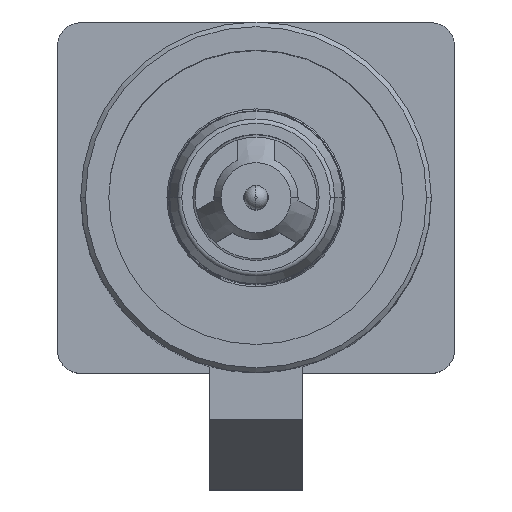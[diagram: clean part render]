
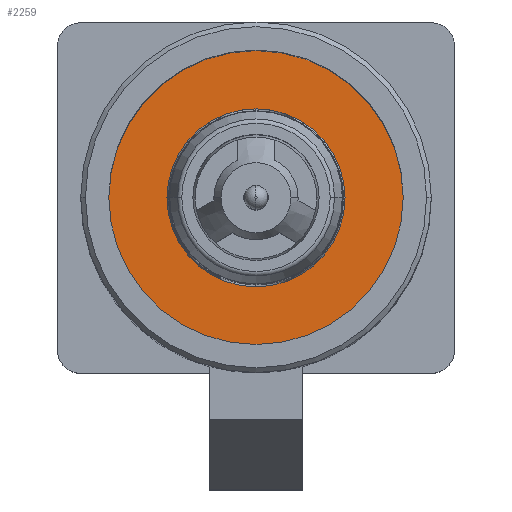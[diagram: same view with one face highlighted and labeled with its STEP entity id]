
A CAD part, top view. The second image highlights one B-rep face of the part: STEP entity #2259.
In plain terms, the highlighted planar face has unit normal (0, 0, 1).
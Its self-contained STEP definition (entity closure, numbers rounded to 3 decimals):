
#735 = CARTESIAN_POINT ( 'NONE',  ( 0., 0., 3.5 ) ) ;
#743 = FACE_OUTER_BOUND ( 'NONE', #11570, .T. ) ;
#781 = AXIS2_PLACEMENT_3D ( 'NONE', #7691, #17493, #9090 ) ;
#1635 = CARTESIAN_POINT ( 'NONE',  ( 1.905, 0., 3.5 ) ) ;
#2128 = DIRECTION ( 'NONE',  ( 1., 0., 0. ) ) ;
#2259 = ADVANCED_FACE ( 'NONE', ( #743, #11878 ), #14965, .T. ) ;
#2592 = EDGE_CURVE ( 'NONE', #16669, #12129, #7082, .T. ) ;
#2636 = CIRCLE ( 'NONE', #9190, 1.905 ) ;
#4396 = CARTESIAN_POINT ( 'NONE',  ( 0., 0., 3.5 ) ) ;
#5331 = EDGE_CURVE ( 'NONE', #10101, #16867, #9370, .T. ) ;
#5820 = DIRECTION ( 'NONE',  ( 1., 0., 0. ) ) ;
#5989 = ORIENTED_EDGE ( 'NONE', *, *, #5331, .T. ) ;
#6622 = CARTESIAN_POINT ( 'NONE',  ( 0., 0., 3.5 ) ) ;
#7082 = CIRCLE ( 'NONE', #13598, 1.905 ) ;
#7521 = EDGE_LOOP ( 'NONE', ( #12960, #17922 ) ) ;
#7691 = CARTESIAN_POINT ( 'NONE',  ( 0., 0., 3.5 ) ) ;
#8022 = DIRECTION ( 'NONE',  ( 0., 0., 1. ) ) ;
#8188 = DIRECTION ( 'NONE',  ( 0., 0., 1. ) ) ;
#8578 = EDGE_CURVE ( 'NONE', #16867, #10101, #12966, .T. ) ;
#9090 = DIRECTION ( 'NONE',  ( 1., 0., 0. ) ) ;
#9190 = AXIS2_PLACEMENT_3D ( 'NONE', #4396, #14171, #5820 ) ;
#9370 = CIRCLE ( 'NONE', #781, 3.15 ) ;
#10101 = VERTEX_POINT ( 'NONE', #12467 ) ;
#10225 = EDGE_CURVE ( 'NONE', #12129, #16669, #2636, .T. ) ;
#10475 = CARTESIAN_POINT ( 'NONE',  ( -3.15, 0., 3.5 ) ) ;
#10497 = DIRECTION ( 'NONE',  ( 0., 0., 1. ) ) ;
#11570 = EDGE_LOOP ( 'NONE', ( #13615, #5989 ) ) ;
#11878 = FACE_BOUND ( 'NONE', #7521, .T. ) ;
#12078 = AXIS2_PLACEMENT_3D ( 'NONE', #6622, #8022, #17833 ) ;
#12129 = VERTEX_POINT ( 'NONE', #15203 ) ;
#12467 = CARTESIAN_POINT ( 'NONE',  ( 3.15, 0., 3.5 ) ) ;
#12960 = ORIENTED_EDGE ( 'NONE', *, *, #10225, .F. ) ;
#12966 = CIRCLE ( 'NONE', #16878, 3.15 ) ;
#13598 = AXIS2_PLACEMENT_3D ( 'NONE', #735, #10497, #2128 ) ;
#13615 = ORIENTED_EDGE ( 'NONE', *, *, #8578, .T. ) ;
#14171 = DIRECTION ( 'NONE',  ( 0., 0., 1. ) ) ;
#14965 = PLANE ( 'NONE',  #12078 ) ;
#15203 = CARTESIAN_POINT ( 'NONE',  ( -1.905, 0., 3.5 ) ) ;
#16577 = CARTESIAN_POINT ( 'NONE',  ( 0., 0., 3.5 ) ) ;
#16669 = VERTEX_POINT ( 'NONE', #1635 ) ;
#16867 = VERTEX_POINT ( 'NONE', #10475 ) ;
#16878 = AXIS2_PLACEMENT_3D ( 'NONE', #16577, #8188, #17997 ) ;
#17493 = DIRECTION ( 'NONE',  ( 0., 0., 1. ) ) ;
#17833 = DIRECTION ( 'NONE',  ( 1., 0., 0. ) ) ;
#17922 = ORIENTED_EDGE ( 'NONE', *, *, #2592, .F. ) ;
#17997 = DIRECTION ( 'NONE',  ( 1., 0., 0. ) ) ;
